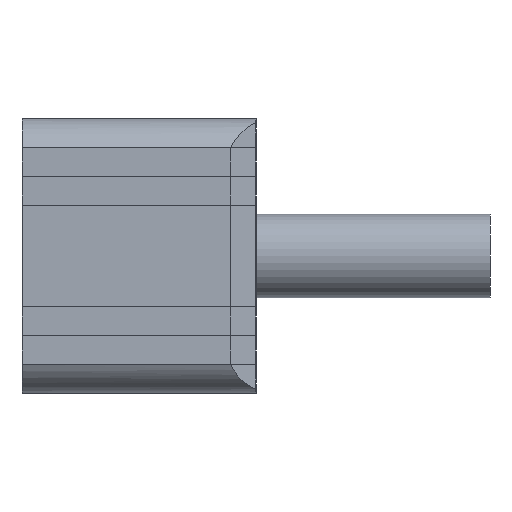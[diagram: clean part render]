
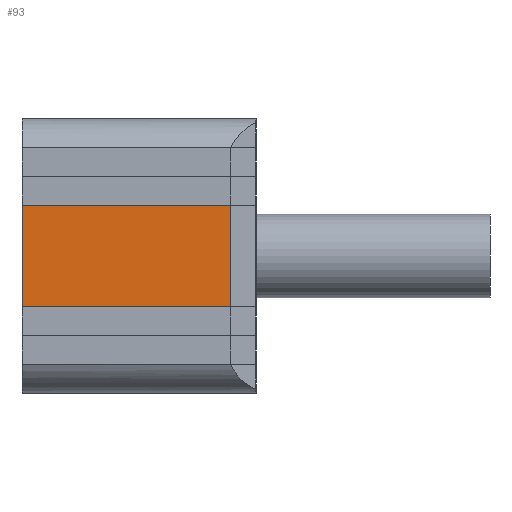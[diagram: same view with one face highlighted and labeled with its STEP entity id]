
A CAD part, left-side view. The second image highlights one B-rep face of the part: STEP entity #93.
In plain terms, the highlighted face is planar.
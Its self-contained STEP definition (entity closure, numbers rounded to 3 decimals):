
#77 = CARTESIAN_POINT ( 'NONE',  ( 2.6, 6.5, -10. ) ) ;
#93 = ADVANCED_FACE ( 'NONE', ( #1736 ), #2092, .T. ) ;
#381 = CARTESIAN_POINT ( 'NONE',  ( 2.6, -4.2, -10. ) ) ;
#401 = VECTOR ( 'NONE', #2622, 1000. ) ;
#743 = DIRECTION ( 'NONE',  ( 0., 0., -1. ) ) ;
#768 = EDGE_CURVE ( 'NONE', #3198, #1188, #3188, .T. ) ;
#781 = CARTESIAN_POINT ( 'NONE',  ( -2.6, 0., -10. ) ) ;
#1188 = VERTEX_POINT ( 'NONE', #3052 ) ;
#1378 = EDGE_CURVE ( 'NONE', #2472, #3198, #4148, .T. ) ;
#1633 = EDGE_CURVE ( 'NONE', #2472, #3883, #2363, .T. ) ;
#1730 = ORIENTED_EDGE ( 'NONE', *, *, #2323, .T. ) ;
#1736 = FACE_OUTER_BOUND ( 'NONE', #2537, .T. ) ;
#1988 = CARTESIAN_POINT ( 'NONE',  ( 2.6, 0., -10. ) ) ;
#2031 = ORIENTED_EDGE ( 'NONE', *, *, #1633, .T. ) ;
#2092 = PLANE ( 'NONE',  #3873 ) ;
#2323 = EDGE_CURVE ( 'NONE', #3883, #1188, #3791, .T. ) ;
#2363 = LINE ( 'NONE', #1988, #401 ) ;
#2400 = DIRECTION ( 'NONE',  ( -1., 0., 0. ) ) ;
#2472 = VERTEX_POINT ( 'NONE', #2826 ) ;
#2537 = EDGE_LOOP ( 'NONE', ( #2031, #1730, #3115, #3184 ) ) ;
#2622 = DIRECTION ( 'NONE',  ( 0., -1., 0. ) ) ;
#2794 = CARTESIAN_POINT ( 'NONE',  ( 2.6, 0., -10. ) ) ;
#2826 = CARTESIAN_POINT ( 'NONE',  ( 2.6, 6.5, -10. ) ) ;
#2902 = DIRECTION ( 'NONE',  ( 0., -1., 0. ) ) ;
#3052 = CARTESIAN_POINT ( 'NONE',  ( -2.6, -4.2, -10. ) ) ;
#3090 = DIRECTION ( 'NONE',  ( -1., 0., 0. ) ) ;
#3100 = VECTOR ( 'NONE', #2902, 1000. ) ;
#3115 = ORIENTED_EDGE ( 'NONE', *, *, #768, .F. ) ;
#3132 = DIRECTION ( 'NONE',  ( -1., 0., 0. ) ) ;
#3184 = ORIENTED_EDGE ( 'NONE', *, *, #1378, .F. ) ;
#3188 = LINE ( 'NONE', #781, #3100 ) ;
#3198 = VERTEX_POINT ( 'NONE', #4313 ) ;
#3737 = VECTOR ( 'NONE', #3132, 1000. ) ;
#3791 = LINE ( 'NONE', #381, #4136 ) ;
#3873 = AXIS2_PLACEMENT_3D ( 'NONE', #2794, #743, #3090 ) ;
#3883 = VERTEX_POINT ( 'NONE', #3953 ) ;
#3953 = CARTESIAN_POINT ( 'NONE',  ( 2.6, -4.2, -10. ) ) ;
#4136 = VECTOR ( 'NONE', #2400, 1000. ) ;
#4148 = LINE ( 'NONE', #77, #3737 ) ;
#4313 = CARTESIAN_POINT ( 'NONE',  ( -2.6, 6.5, -10. ) ) ;
